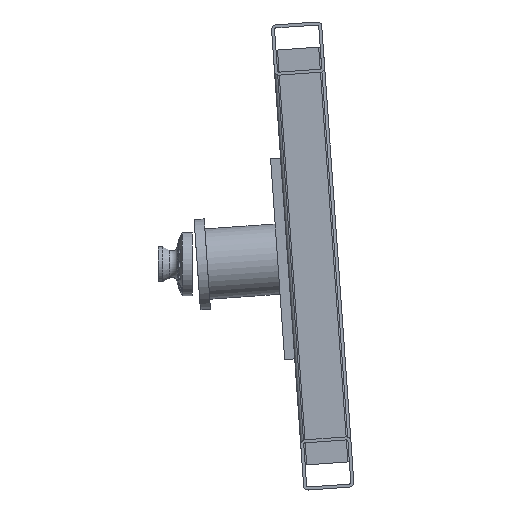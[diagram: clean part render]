
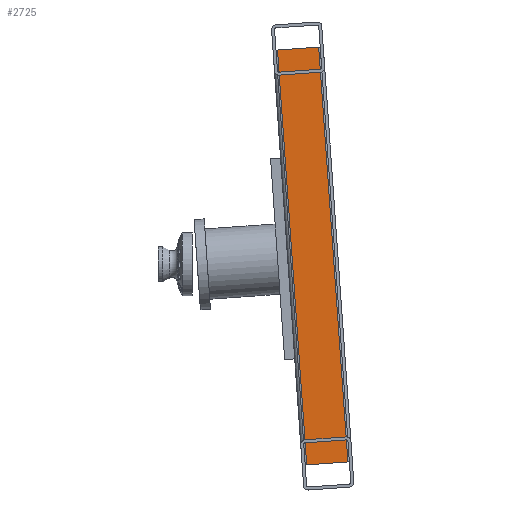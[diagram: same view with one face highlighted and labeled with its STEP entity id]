
A CAD part, left-side view. The second image highlights one B-rep face of the part: STEP entity #2725.
In plain terms, the highlighted planar face has unit normal (-1, 0, 0).
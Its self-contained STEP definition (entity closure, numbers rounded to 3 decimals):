
#461=FACE_OUTER_BOUND('',#612,.T.);
#612=EDGE_LOOP('',(#2292,#2293,#2294,#2295));
#840=LINE('',#4730,#1061);
#848=LINE('',#4755,#1069);
#849=LINE('',#4757,#1070);
#850=LINE('',#4758,#1071);
#1061=VECTOR('',#3897,10.);
#1069=VECTOR('',#3925,10.);
#1070=VECTOR('',#3926,10.);
#1071=VECTOR('',#3927,10.);
#1283=VERTEX_POINT('',#4727);
#1284=VERTEX_POINT('',#4729);
#1291=VERTEX_POINT('',#4754);
#1292=VERTEX_POINT('',#4756);
#1636=EDGE_CURVE('',#1284,#1283,#840,.T.);
#1649=EDGE_CURVE('',#1283,#1291,#848,.T.);
#1650=EDGE_CURVE('',#1292,#1291,#849,.T.);
#1651=EDGE_CURVE('',#1284,#1292,#850,.T.);
#2292=ORIENTED_EDGE('',*,*,#1649,.T.);
#2293=ORIENTED_EDGE('',*,*,#1650,.F.);
#2294=ORIENTED_EDGE('',*,*,#1651,.F.);
#2295=ORIENTED_EDGE('',*,*,#1636,.T.);
#2604=PLANE('',#3222);
#2725=ADVANCED_FACE('',(#461),#2604,.T.);
#3222=AXIS2_PLACEMENT_3D('',#4753,#3923,#3924);
#3897=DIRECTION('',(0.,0.,1.));
#3923=DIRECTION('center_axis',(-1.,0.,0.));
#3924=DIRECTION('ref_axis',(0.,0.,1.));
#3925=DIRECTION('',(0.,1.,0.));
#3926=DIRECTION('',(0.,0.,1.));
#3927=DIRECTION('',(0.,1.,0.));
#4727=CARTESIAN_POINT('',(-25.,-20.5,413.066));
#4729=CARTESIAN_POINT('',(-25.,-20.5,0.));
#4730=CARTESIAN_POINT('',(-25.,-20.5,0.));
#4753=CARTESIAN_POINT('Origin',(-25.,-20.5,0.));
#4754=CARTESIAN_POINT('',(-25.,20.5,413.066));
#4755=CARTESIAN_POINT('',(-25.,-10.25,413.066));
#4756=CARTESIAN_POINT('',(-25.,20.5,0.));
#4757=CARTESIAN_POINT('',(-25.,20.5,0.));
#4758=CARTESIAN_POINT('',(-25.,-10.25,0.));
